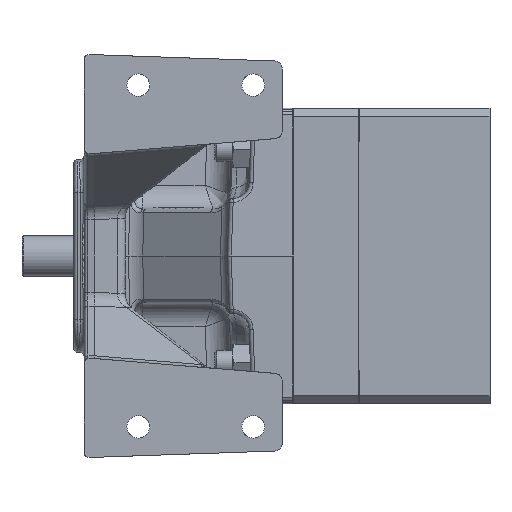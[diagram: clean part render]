
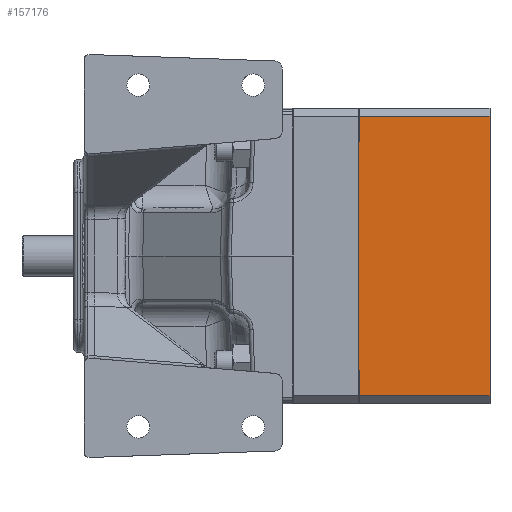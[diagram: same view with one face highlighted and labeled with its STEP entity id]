
A CAD part, front view. The second image highlights one B-rep face of the part: STEP entity #157176.
In plain terms, the highlighted planar face has unit normal (0, -1, 0).
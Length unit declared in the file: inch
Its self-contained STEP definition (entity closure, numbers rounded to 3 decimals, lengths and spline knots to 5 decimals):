
#454 = LINE ( 'NONE', #108474, #74260 ) ;
#1470 = VECTOR ( 'NONE', #28169, 39.37008 ) ;
#4504 = DIRECTION ( 'NONE',  ( 0., 1., 0. ) ) ;
#6664 = ORIENTED_EDGE ( 'NONE', *, *, #160503, .T. ) ;
#9889 = DIRECTION ( 'NONE',  ( -1., 0., 0. ) ) ;
#13832 = CARTESIAN_POINT ( 'NONE',  ( 5.9965, -6., 4.25 ) ) ;
#14757 = PLANE ( 'NONE',  #82612 ) ;
#15447 = ORIENTED_EDGE ( 'NONE', *, *, #134423, .F. ) ;
#16015 = VECTOR ( 'NONE', #136006, 39.37008 ) ;
#20558 = VERTEX_POINT ( 'NONE', #82066 ) ;
#20852 = CARTESIAN_POINT ( 'NONE',  ( 5.9965, -6., -4.25 ) ) ;
#21231 = VERTEX_POINT ( 'NONE', #20852 ) ;
#23490 = VERTEX_POINT ( 'NONE', #105008 ) ;
#24886 = CARTESIAN_POINT ( 'NONE',  ( 1.9985, -6., -3.47948 ) ) ;
#25166 = DIRECTION ( 'NONE',  ( 1., 0., 0. ) ) ;
#28169 = DIRECTION ( 'NONE',  ( 0., 0., 1. ) ) ;
#31636 = EDGE_CURVE ( 'NONE', #179654, #21231, #158536, .T. ) ;
#32356 = VERTEX_POINT ( 'NONE', #111853 ) ;
#32515 = ORIENTED_EDGE ( 'NONE', *, *, #145081, .F. ) ;
#40295 = CARTESIAN_POINT ( 'NONE',  ( 2.0115, -6., -3.47948 ) ) ;
#52720 = VERTEX_POINT ( 'NONE', #173422 ) ;
#52894 = LINE ( 'NONE', #122013, #16015 ) ;
#56218 = EDGE_CURVE ( 'NONE', #178531, #165404, #97317, .T. ) ;
#70899 = ORIENTED_EDGE ( 'NONE', *, *, #85201, .T. ) ;
#74260 = VECTOR ( 'NONE', #25166, 39.37008 ) ;
#77296 = LINE ( 'NONE', #85855, #151035 ) ;
#78300 = DIRECTION ( 'NONE',  ( 0., 0., -1. ) ) ;
#78688 = CARTESIAN_POINT ( 'NONE',  ( 5.9965, -6., -4.25 ) ) ;
#80132 = CARTESIAN_POINT ( 'NONE',  ( 2.0115, -6., 3.47948 ) ) ;
#81056 = ORIENTED_EDGE ( 'NONE', *, *, #31636, .F. ) ;
#82066 = CARTESIAN_POINT ( 'NONE',  ( 2.0115, -6., -4.25 ) ) ;
#82612 = AXIS2_PLACEMENT_3D ( 'NONE', #87663, #4504, #101627 ) ;
#85201 = EDGE_CURVE ( 'NONE', #20558, #21231, #454, .T. ) ;
#85855 = CARTESIAN_POINT ( 'NONE',  ( 1.9985, -6., 4.54 ) ) ;
#87663 = CARTESIAN_POINT ( 'NONE',  ( 6.0865, -6., 4.54 ) ) ;
#90464 = LINE ( 'NONE', #111438, #1470 ) ;
#90665 = LINE ( 'NONE', #176005, #159977 ) ;
#93808 = DIRECTION ( 'NONE',  ( -1., 0., 0. ) ) ;
#94108 = DIRECTION ( 'NONE',  ( 1., 0., 0. ) ) ;
#96601 = ORIENTED_EDGE ( 'NONE', *, *, #102188, .F. ) ;
#97317 = LINE ( 'NONE', #121595, #134142 ) ;
#101352 = VECTOR ( 'NONE', #94108, 39.37008 ) ;
#101627 = DIRECTION ( 'NONE',  ( 0., 0., 1. ) ) ;
#102188 = EDGE_CURVE ( 'NONE', #20558, #178531, #52894, .T. ) ;
#105008 = CARTESIAN_POINT ( 'NONE',  ( 2.0115, -6., 3.47948 ) ) ;
#108474 = CARTESIAN_POINT ( 'NONE',  ( 6.0865, -6., -4.25 ) ) ;
#111438 = CARTESIAN_POINT ( 'NONE',  ( 2.0115, -6., 4.54 ) ) ;
#111853 = CARTESIAN_POINT ( 'NONE',  ( 2.0115, -6., 4.25 ) ) ;
#116322 = VECTOR ( 'NONE', #78300, 39.37008 ) ;
#116895 = FACE_OUTER_BOUND ( 'NONE', #146099, .T. ) ;
#121595 = CARTESIAN_POINT ( 'NONE',  ( 2.0115, -6., -3.47948 ) ) ;
#122013 = CARTESIAN_POINT ( 'NONE',  ( 2.0115, -6., 4.54 ) ) ;
#134142 = VECTOR ( 'NONE', #93808, 39.37008 ) ;
#134423 = EDGE_CURVE ( 'NONE', #52720, #23490, #138171, .T. ) ;
#136006 = DIRECTION ( 'NONE',  ( 0., 0., 1. ) ) ;
#138171 = LINE ( 'NONE', #80132, #101352 ) ;
#142138 = ORIENTED_EDGE ( 'NONE', *, *, #56218, .F. ) ;
#145081 = EDGE_CURVE ( 'NONE', #23490, #32356, #90464, .T. ) ;
#146099 = EDGE_LOOP ( 'NONE', ( #173152, #142138, #96601, #70899, #81056, #6664, #32515, #15447 ) ) ;
#147154 = EDGE_CURVE ( 'NONE', #165404, #52720, #77296, .T. ) ;
#151035 = VECTOR ( 'NONE', #154251, 39.37008 ) ;
#154251 = DIRECTION ( 'NONE',  ( 0., 0., 1. ) ) ;
#157176 = ADVANCED_FACE ( 'NONE', ( #116895 ), #14757, .F. ) ;
#158536 = LINE ( 'NONE', #78688, #116322 ) ;
#159977 = VECTOR ( 'NONE', #9889, 39.37008 ) ;
#160503 = EDGE_CURVE ( 'NONE', #179654, #32356, #90665, .T. ) ;
#165404 = VERTEX_POINT ( 'NONE', #24886 ) ;
#173152 = ORIENTED_EDGE ( 'NONE', *, *, #147154, .F. ) ;
#173422 = CARTESIAN_POINT ( 'NONE',  ( 1.9985, -6., 3.47948 ) ) ;
#176005 = CARTESIAN_POINT ( 'NONE',  ( 1.9965, -6., 4.25 ) ) ;
#178531 = VERTEX_POINT ( 'NONE', #40295 ) ;
#179654 = VERTEX_POINT ( 'NONE', #13832 ) ;
